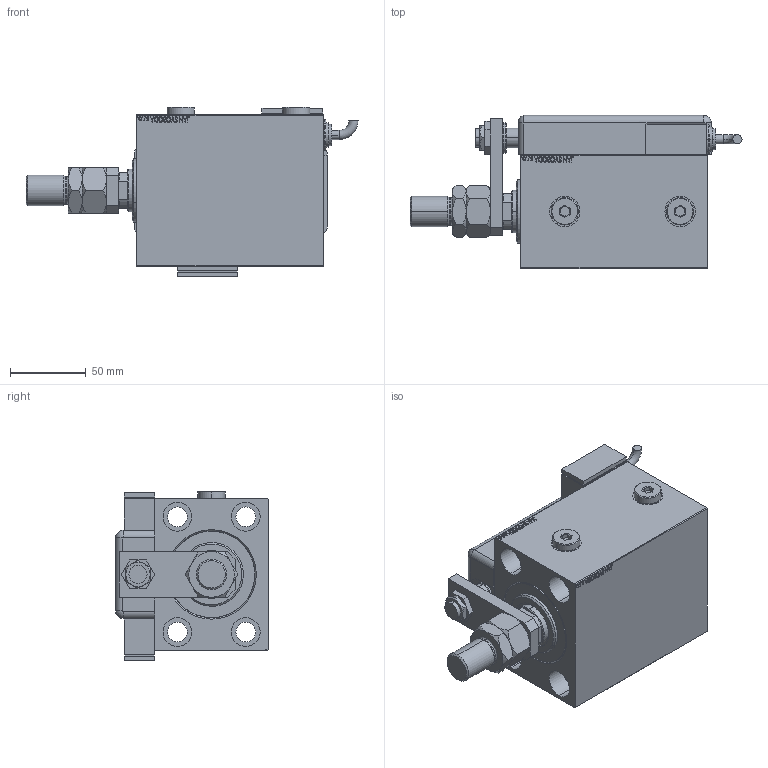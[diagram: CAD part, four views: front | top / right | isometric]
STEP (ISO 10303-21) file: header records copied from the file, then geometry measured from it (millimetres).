
FILE_DESCRIPTION (( 'STEP AP203' ), '1' );
FILE_NAME ('c716.STEP', '2024-12-08T09:27:32', ( '' ), ( '' ), 'SwSTEP 2.0', 'SolidWorks 2019', '' );
FILE_SCHEMA (( 'CONFIG_CONTROL_DESIGN' ));
Length unit declared in the file: millimetre
Products named in the file (15): SWITCH Q 97b159818596201e5115ef90bb1d7a90; NUT_D13 97b159818596201e5115ef90bb1d7a90; TYC 97b159818596201e5115ef90bb1d7a90; V450CM_C_VCP 97b159818596201e5115ef90bb1d7a90; Zatka_OIL_PORT 97b159818596201e5115ef90bb1d7a90; NUT_D19 97b159818596201e5115ef90bb1d7a90; V450CM_VC_B 97b159818596201e5115ef90bb1d7a90; V450CM_C_Body 97b159818596201e5115ef90bb1d7a90; KRYT 97b159818596201e5115ef90bb1d7a90; Q_T_W_MTA 97b159818596201e5115ef90bb1d7a90; c716; SWITCH_Q_FRONT_BACK 97b159818596201e5115ef90bb1d7a90; ZARAZKA_Q 97b159818596201e5115ef90bb1d7a90; SWITCH DIM A_G 97b159818596201e5115ef90bb1d7a90; MAGNETIC SWITCH Q 97b159818596201e5115ef90bb1d7a90
Assembly tree (16 placements, depth 3):
  c716
    V450CM_C_Body 97b159818596201e5115ef90bb1d7a90
    V450CM_C_VCP 97b159818596201e5115ef90bb1d7a90
    V450CM_VC_B 97b159818596201e5115ef90bb1d7a90
    MAGNETIC SWITCH Q 97b159818596201e5115ef90bb1d7a90
      SWITCH_Q_FRONT_BACK 97b159818596201e5115ef90bb1d7a90
      TYC 97b159818596201e5115ef90bb1d7a90
      ZARAZKA_Q 97b159818596201e5115ef90bb1d7a90
      SWITCH DIM A_G 97b159818596201e5115ef90bb1d7a90
      NUT_D19 97b159818596201e5115ef90bb1d7a90
      NUT_D13 97b159818596201e5115ef90bb1d7a90
      KRYT 97b159818596201e5115ef90bb1d7a90
      SWITCH Q 97b159818596201e5115ef90bb1d7a90  x2
    Q_T_W_MTA 97b159818596201e5115ef90bb1d7a90
    Zatka_OIL_PORT 97b159818596201e5115ef90bb1d7a90  x2
Bounding box: 218.76 x 100.8 x 111.9 mm (x, y, z)
Volume: 950881.2 mm3; surface area: 193781.9 mm2
Topology: 16 solids, 16 shells, 1352 faces, 3386 edges, 2217 vertices
Faces by surface type: plane 664, bspline 471, cylinder 137, cone 54, torus 24, sphere 2
Entity records: 62693 total; most frequent: CARTESIAN_POINT 33061, ORIENTED_EDGE 6496, DIRECTION 4244, EDGE_CURVE 3248, VERTEX_POINT 2133, VECTOR 1896, LINE 1896, EDGE_LOOP 1475
